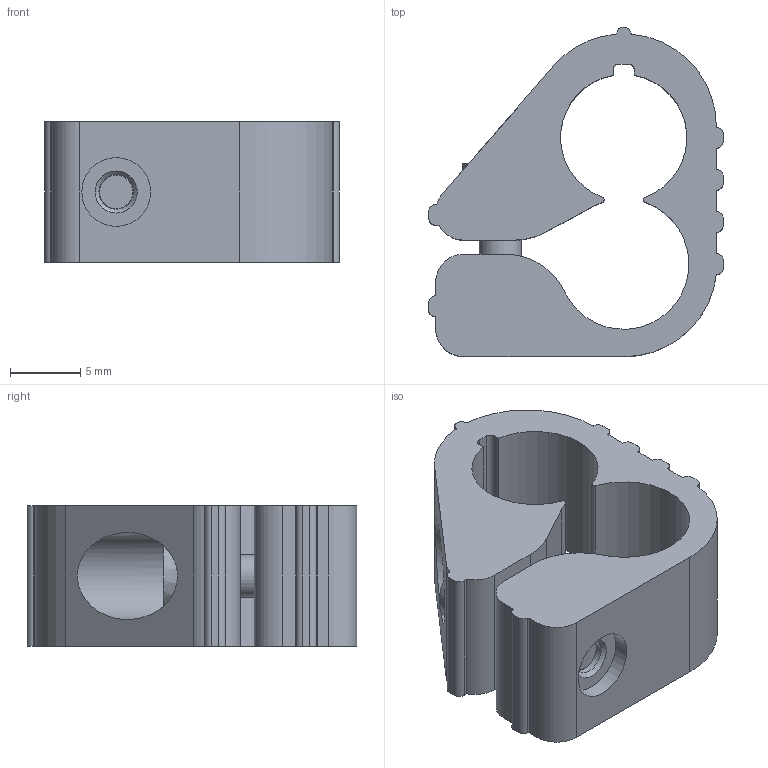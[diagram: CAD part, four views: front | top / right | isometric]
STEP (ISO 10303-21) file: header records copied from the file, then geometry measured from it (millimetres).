
FILE_DESCRIPTION(/* description */ ('STEP AP214'),/* implementation_level */ '2;1');
FILE_NAME(/* name */ '19272_SMBR-8',/* time_stamp */ '2024-09-15T07:32:46+02:00',/* author */ ('License CC BY-ND 4.0'),/* organization */ ('CADENAS'),/* preprocessor_version */ 'ST-DEVELOPER v19.3',/* originating_system */ 'PARTsolutions',/* authorisation */ ' ');
FILE_SCHEMA (('AUTOMOTIVE_DESIGN {1 0 10303 214 3 1 1}'));
Length unit declared in the file: millimetre
Products named in the file (1): 19272 SMBR-8
Bounding box: 21 x 23.48 x 10 mm (x, y, z)
Volume: 2222.3 mm3; surface area: 2145.2 mm2
Topology: 1 solids, 1 shells, 78 faces, 217 edges, 145 vertices
Faces by surface type: cylinder 39, plane 35, cone 4
Full cylindrical faces by diameter (mm): 2.459 x1, 3 x1, 3.1 x2, 4.9 x1, 6.2 x1
Entity records: 2466 total; most frequent: CARTESIAN_POINT 439, DIRECTION 438, ORIENTED_EDGE 400, EDGE_CURVE 200, AXIS2_PLACEMENT_3D 165, VERTEX_POINT 138, LINE 108, VECTOR 108
